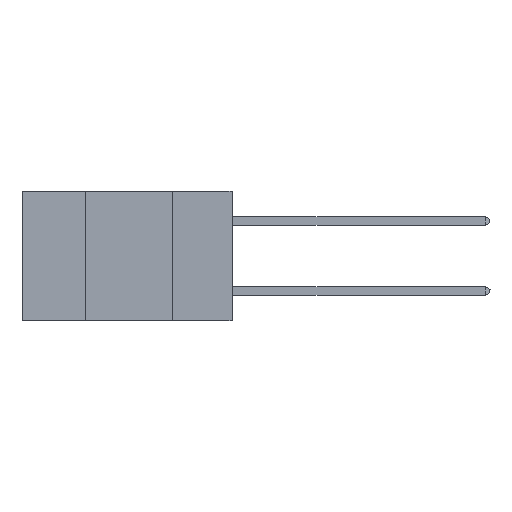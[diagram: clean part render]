
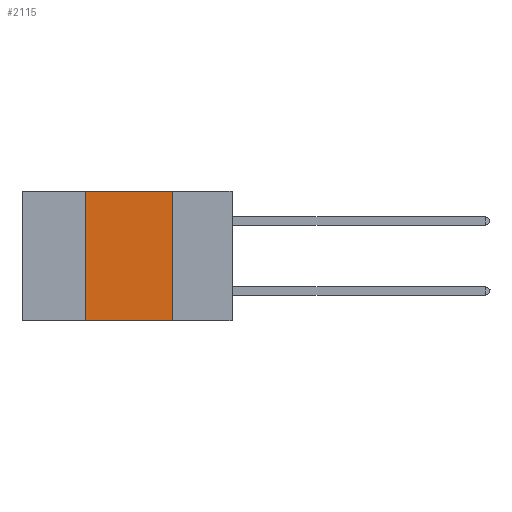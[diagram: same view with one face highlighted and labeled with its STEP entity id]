
A CAD part, left-side view. The second image highlights one B-rep face of the part: STEP entity #2115.
In plain terms, the highlighted planar face has unit normal (-1, 0, 0).
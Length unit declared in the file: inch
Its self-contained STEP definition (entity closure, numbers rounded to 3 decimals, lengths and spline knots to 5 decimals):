
#12 = DIRECTION ( 'NONE',  ( 0., -1., 0. ) ) ;
#508 = DIRECTION ( 'NONE',  ( 1., 0., 0. ) ) ;
#1225 = CARTESIAN_POINT ( 'NONE',  ( 0., 0.42, -0.37 ) ) ;
#1584 = VECTOR ( 'NONE', #12, 39.37008 ) ;
#1746 = LINE ( 'NONE', #21343, #13287 ) ;
#2115 = ADVANCED_FACE ( 'NONE', ( #2545 ), #6216, .F. ) ;
#2545 = FACE_OUTER_BOUND ( 'NONE', #19960, .T. ) ;
#3042 = LINE ( 'NONE', #3930, #1584 ) ;
#3850 = EDGE_CURVE ( 'NONE', #10279, #4848, #3042, .T. ) ;
#3930 = CARTESIAN_POINT ( 'NONE',  ( 0., 0.6, -0.37 ) ) ;
#4073 = VERTEX_POINT ( 'NONE', #6872 ) ;
#4848 = VERTEX_POINT ( 'NONE', #20971 ) ;
#6216 = PLANE ( 'NONE',  #9465 ) ;
#6872 = CARTESIAN_POINT ( 'NONE',  ( 0., 0.17, 0. ) ) ;
#8112 = CARTESIAN_POINT ( 'NONE',  ( 0., 0.6, 0. ) ) ;
#8531 = ORIENTED_EDGE ( 'NONE', *, *, #16747, .F. ) ;
#9465 = AXIS2_PLACEMENT_3D ( 'NONE', #8112, #508, #21500 ) ;
#10279 = VERTEX_POINT ( 'NONE', #1225 ) ;
#10600 = VECTOR ( 'NONE', #18749, 39.37008 ) ;
#11201 = LINE ( 'NONE', #14826, #10600 ) ;
#12074 = CARTESIAN_POINT ( 'NONE',  ( 0., 0.42, 0. ) ) ;
#13287 = VECTOR ( 'NONE', #21439, 39.37008 ) ;
#14826 = CARTESIAN_POINT ( 'NONE',  ( 0., 0.17, 0. ) ) ;
#16747 = EDGE_CURVE ( 'NONE', #10279, #19568, #20695, .T. ) ;
#17997 = EDGE_CURVE ( 'NONE', #4073, #4848, #11201, .T. ) ;
#18168 = CARTESIAN_POINT ( 'NONE',  ( 0., 0.42, 0. ) ) ;
#18749 = DIRECTION ( 'NONE',  ( 0., 0., -1. ) ) ;
#18776 = ORIENTED_EDGE ( 'NONE', *, *, #17997, .F. ) ;
#18920 = VECTOR ( 'NONE', #22193, 39.37008 ) ;
#19568 = VERTEX_POINT ( 'NONE', #12074 ) ;
#19960 = EDGE_LOOP ( 'NONE', ( #18776, #23591, #8531, #21775 ) ) ;
#20695 = LINE ( 'NONE', #18168, #18920 ) ;
#20971 = CARTESIAN_POINT ( 'NONE',  ( 0., 0.17, -0.37 ) ) ;
#21343 = CARTESIAN_POINT ( 'NONE',  ( 0., 0.6, 0. ) ) ;
#21439 = DIRECTION ( 'NONE',  ( 0., -1., 0. ) ) ;
#21500 = DIRECTION ( 'NONE',  ( 0., 0., -1. ) ) ;
#21775 = ORIENTED_EDGE ( 'NONE', *, *, #3850, .T. ) ;
#22193 = DIRECTION ( 'NONE',  ( 0., 0., 1. ) ) ;
#23095 = EDGE_CURVE ( 'NONE', #19568, #4073, #1746, .T. ) ;
#23591 = ORIENTED_EDGE ( 'NONE', *, *, #23095, .F. ) ;
